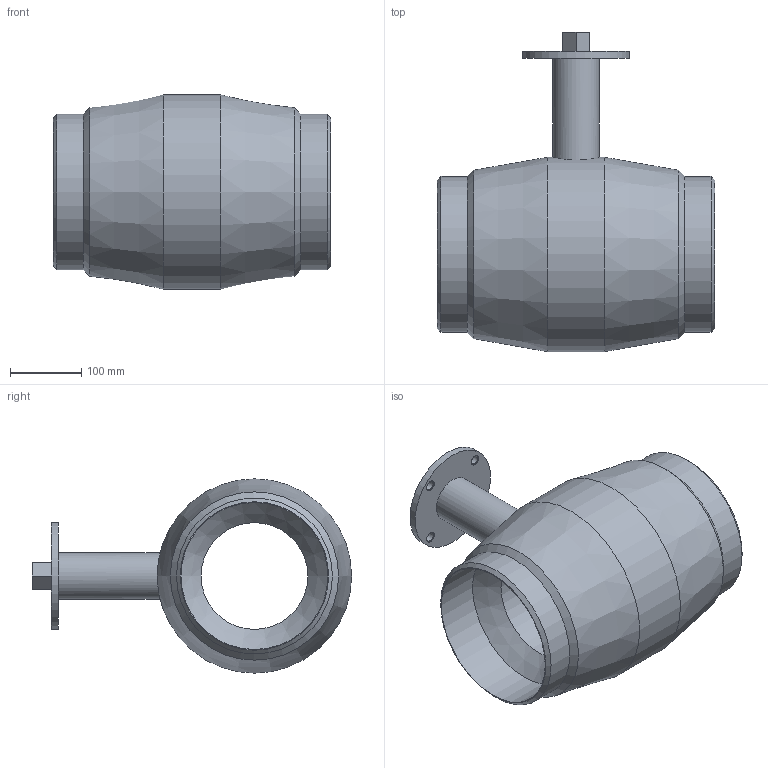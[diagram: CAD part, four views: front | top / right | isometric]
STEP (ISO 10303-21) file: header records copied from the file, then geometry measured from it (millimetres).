
FILE_DESCRIPTION((''),'2;1');
FILE_NAME('AT3590-200.stp','2016-03-07T09:48:07',('Przemo'),(''),'Autodesk Inventor 2012','Autodesk Inventor 2012','');
FILE_SCHEMA(('AUTOMOTIVE_DESIGN { 1 0 10303 214 1 1 1 1 }'));
Length unit declared in the file: millimetre
Products named in the file (1): AT3590-200
Bounding box: 390 x 448.5 x 273 mm (x, y, z)
Volume: 10544962 mm3; surface area: 609139.1 mm2
Topology: 1 solids, 1 shells, 37 faces, 82 edges, 51 vertices
Faces by surface type: cylinder 14, cone 12, plane 11
Full cylindrical faces by diameter (mm): 13 x4, 65 x2, 85 x1, 150 x2, 206.5 x2, 219.1 x2, 273 x1
Entity records: 934 total; most frequent: CARTESIAN_POINT 195, DIRECTION 158, ORIENTED_EDGE 96, EDGE_LOOP 78, AXIS2_PLACEMENT_3D 73, EDGE_CURVE 48, VERTEX_POINT 44, FACE_BOUND 41
